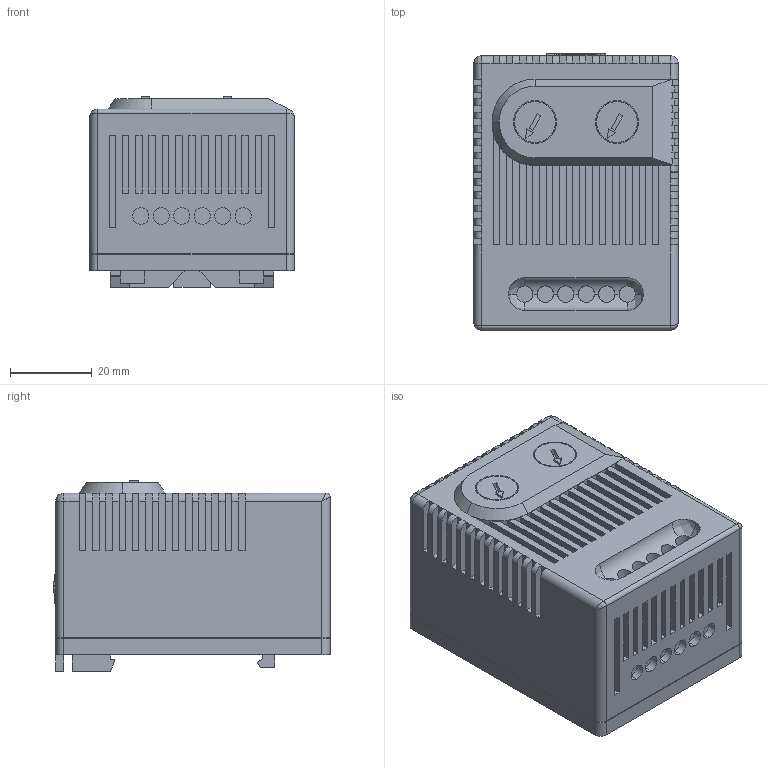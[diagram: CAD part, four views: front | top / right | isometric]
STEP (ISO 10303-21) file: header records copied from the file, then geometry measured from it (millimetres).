
FILE_DESCRIPTION (( 'STEP AP214' ), '1' );
FILE_NAME ('011760-00.STEP', '2017-11-02T19:50:51', ( '' ), ( '' ), 'SwSTEP 2.0', 'SolidWorks 2017', '' );
FILE_SCHEMA (( 'AUTOMOTIVE_DESIGN' ));
Length unit declared in the file: inch
Products named in the file (1): 011760-00
Bounding box: 50 x 67.45 x 46.5 mm (x, y, z)
Volume: 130095.9 mm3; surface area: 23185.1 mm2
Topology: 2 solids, 2 shells, 656 faces, 1754 edges, 1129 vertices
Faces by surface type: plane 507, cylinder 93, bspline 54, cone 2
Entity records: 21067 total; most frequent: CARTESIAN_POINT 4746, ORIENTED_EDGE 3492, DIRECTION 2997, EDGE_CURVE 1746, VECTOR 1415, LINE 1415, VERTEX_POINT 1129, AXIS2_PLACEMENT_3D 791
